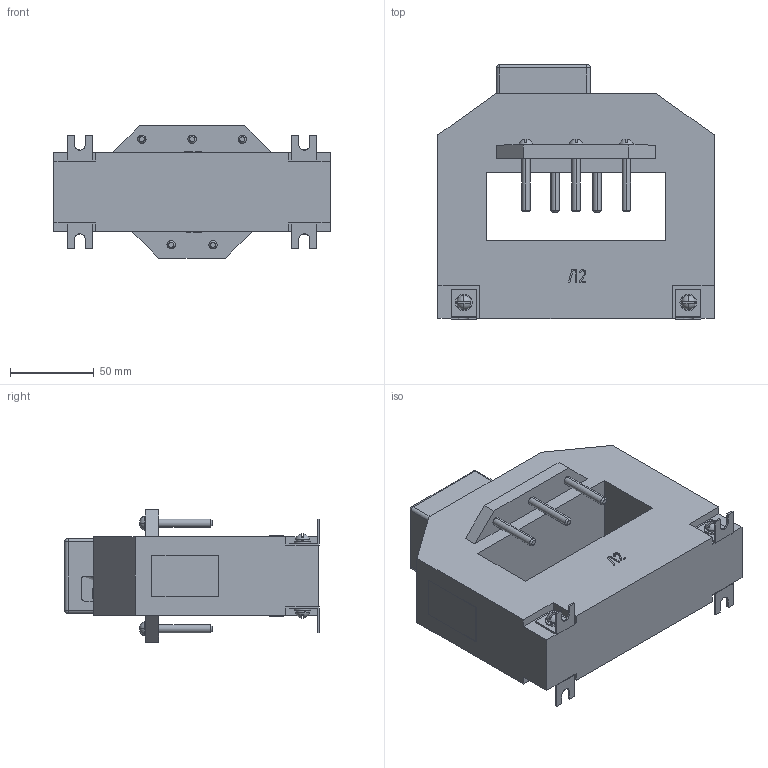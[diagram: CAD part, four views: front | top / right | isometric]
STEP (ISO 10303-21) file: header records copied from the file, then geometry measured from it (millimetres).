
FILE_DESCRIPTION (( 'STEP AP214' ), '1' );
FILE_NAME ('ﾒﾒ-0,66- ﾒﾘﾋ II4.STEP', '2023-08-10T20:13:03', ( '' ), ( '' ), 'SwSTEP 2.0', 'SolidWorks 2019', '' );
FILE_SCHEMA (( 'AUTOMOTIVE_DESIGN' ));
Length unit declared in the file: millimetre
Products named in the file (1): ﾒﾒ-0,66- ﾒﾘﾋ II4
Bounding box: 165.1 x 152 x 79 mm (x, y, z)
Volume: 830350.8 mm3; surface area: 102650.2 mm2
Topology: 25 solids, 25 shells, 526 faces, 1270 edges, 816 vertices
Faces by surface type: plane 244, cylinder 130, bspline 74, sphere 30, cone 26, torus 22
Entity records: 23450 total; most frequent: CARTESIAN_POINT 5279, ORIENTED_EDGE 2524, DIRECTION 2440, EDGE_CURVE 1262, AXIS2_PLACEMENT_3D 897, VERTEX_POINT 816, LINE 646, VECTOR 646
